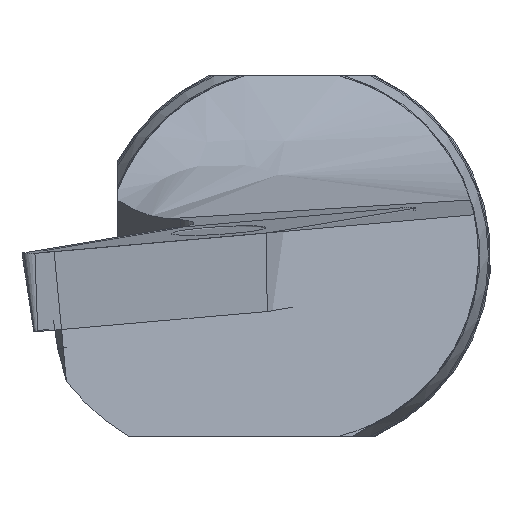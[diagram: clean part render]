
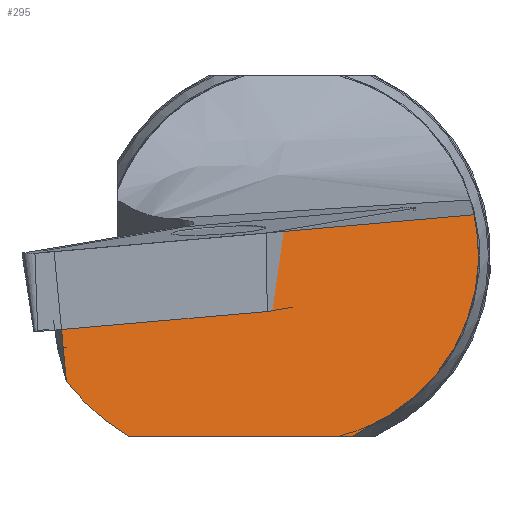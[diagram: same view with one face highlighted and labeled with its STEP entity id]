
A CAD part, left-side view. The second image highlights one B-rep face of the part: STEP entity #295.
In plain terms, the highlighted planar face has unit normal (-0.954, -0.301, 0).
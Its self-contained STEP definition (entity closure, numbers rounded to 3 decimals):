
#26=ELLIPSE('',#921,7.864,7.5);
#28=ELLIPSE('',#938,9.143,8.47);
#70=B_SPLINE_CURVE_WITH_KNOTS('',3,(#1694,#1695,#1696,#1697,#1698,#1699,
#1700),.UNSPECIFIED.,.F.,.F.,(4,3,4),(0.,0.907,1.),
 .UNSPECIFIED.);
#119=PLANE('',#942);
#160=FACE_OUTER_BOUND('',#371,.T.);
#187=LINE('',#1290,#231);
#207=LINE('',#1702,#252);
#208=LINE('',#1703,#253);
#231=VECTOR('',#1016,1.);
#252=VECTOR('',#1151,1.);
#253=VECTOR('',#1152,1.);
#295=ADVANCED_FACE('',(#160),#119,.T.);
#371=EDGE_LOOP('',(#553,#554,#555,#556,#557,#558));
#553=ORIENTED_EDGE('',*,*,#824,.T.);
#554=ORIENTED_EDGE('',*,*,#819,.T.);
#555=ORIENTED_EDGE('',*,*,#825,.F.);
#556=ORIENTED_EDGE('',*,*,#823,.F.);
#557=ORIENTED_EDGE('',*,*,#793,.T.);
#558=ORIENTED_EDGE('',*,*,#740,.T.);
#649=VERTEX_POINT('',#1289);
#650=VERTEX_POINT('',#1291);
#685=VERTEX_POINT('',#1528);
#699=VERTEX_POINT('',#1631);
#703=VERTEX_POINT('',#1641);
#704=VERTEX_POINT('',#1693);
#740=EDGE_CURVE('',#650,#649,#187,.T.);
#793=EDGE_CURVE('',#685,#650,#26,.T.);
#819=EDGE_CURVE('',#699,#703,#28,.T.);
#823=EDGE_CURVE('',#685,#704,#70,.T.);
#824=EDGE_CURVE('',#649,#699,#207,.T.);
#825=EDGE_CURVE('',#704,#703,#208,.T.);
#921=AXIS2_PLACEMENT_3D('',#1527,#1103,#1104);
#938=AXIS2_PLACEMENT_3D('',#1642,#1143,#1144);
#942=AXIS2_PLACEMENT_3D('',#1704,#1153,#1154);
#1016=DIRECTION('',(-0.3,0.95,-0.083));
#1103=DIRECTION('',(-0.954,-0.301,0.));
#1104=DIRECTION('',(0.301,-0.954,0.));
#1143=DIRECTION('',(-0.954,-0.301,0.));
#1144=DIRECTION('',(-0.301,0.954,0.));
#1151=DIRECTION('',(0.03,-0.095,-0.995));
#1152=DIRECTION('',(-0.301,0.954,0.));
#1153=DIRECTION('',(-0.954,-0.301,0.));
#1154=DIRECTION('',(-0.301,0.954,0.));
#1289=CARTESIAN_POINT('',(1.318,-1.976,0.179));
#1290=CARTESIAN_POINT('',(8.788,-25.664,2.253));
#1291=CARTESIAN_POINT('',(6.645,-18.868,1.658));
#1527=CARTESIAN_POINT('',(4.339,-11.554,0.));
#1528=CARTESIAN_POINT('',(5.571,-15.464,-6.4));
#1631=CARTESIAN_POINT('',(1.475,-2.472,-5.037));
#1641=CARTESIAN_POINT('',(2.264,-4.974,-7.25));
#1642=CARTESIAN_POINT('',(3.685,-9.482,0.));
#1693=CARTESIAN_POINT('',(5.107,-13.991,-7.25));
#1694=CARTESIAN_POINT('',(5.571,-15.464,-6.4));
#1695=CARTESIAN_POINT('',(5.433,-15.024,-6.669));
#1696=CARTESIAN_POINT('',(5.291,-14.575,-6.919));
#1697=CARTESIAN_POINT('',(5.15,-14.128,-7.172));
#1698=CARTESIAN_POINT('',(5.136,-14.082,-7.198));
#1699=CARTESIAN_POINT('',(5.121,-14.036,-7.224));
#1700=CARTESIAN_POINT('',(5.107,-13.991,-7.25));
#1702=CARTESIAN_POINT('',(1.871,-3.727,-18.214));
#1703=CARTESIAN_POINT('',(9.24,-27.099,-7.25));
#1704=CARTESIAN_POINT('',(9.24,-27.099,-15.768));
